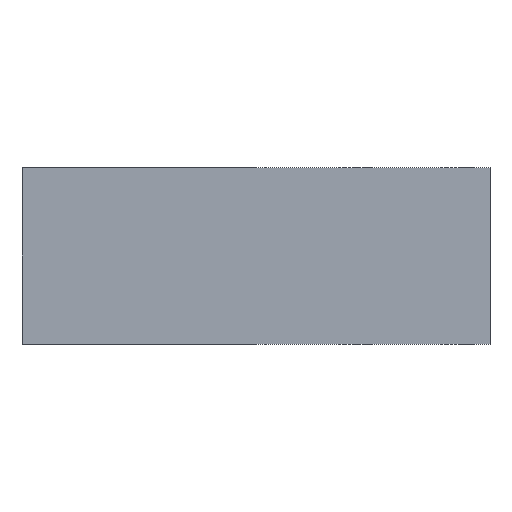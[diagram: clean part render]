
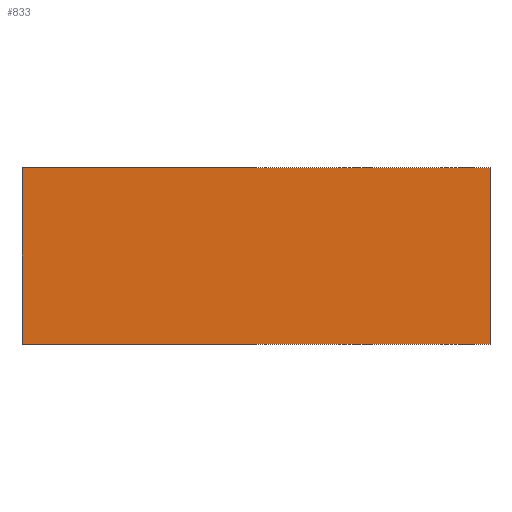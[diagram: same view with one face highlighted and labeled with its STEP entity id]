
A CAD part, left-side view. The second image highlights one B-rep face of the part: STEP entity #833.
In plain terms, the highlighted planar face has unit normal (-1, 0, 0).
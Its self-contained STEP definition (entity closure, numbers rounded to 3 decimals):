
#1 = LINE ( 'NONE', #814, #1023 ) ;
#14 = VERTEX_POINT ( 'NONE', #98 ) ;
#33 = CARTESIAN_POINT ( 'NONE',  ( -42.5, 42.5, 32. ) ) ;
#82 = DIRECTION ( 'NONE',  ( 0., 0., -1. ) ) ;
#98 = CARTESIAN_POINT ( 'NONE',  ( -42.5, 42.5, 0. ) ) ;
#128 = CARTESIAN_POINT ( 'NONE',  ( -42.5, -42.5, 0. ) ) ;
#134 = VERTEX_POINT ( 'NONE', #128 ) ;
#163 = EDGE_CURVE ( 'NONE', #14, #134, #714, .T. ) ;
#191 = LINE ( 'NONE', #517, #396 ) ;
#245 = EDGE_CURVE ( 'NONE', #663, #134, #1, .T. ) ;
#279 = CARTESIAN_POINT ( 'NONE',  ( -42.5, -42.5, 32. ) ) ;
#310 = VECTOR ( 'NONE', #695, 1000. ) ;
#366 = EDGE_LOOP ( 'NONE', ( #688, #590, #535, #851 ) ) ;
#372 = DIRECTION ( 'NONE',  ( 1., 0., 0. ) ) ;
#381 = VERTEX_POINT ( 'NONE', #906 ) ;
#396 = VECTOR ( 'NONE', #426, 1000. ) ;
#426 = DIRECTION ( 'NONE',  ( 0., -1., 0. ) ) ;
#463 = EDGE_CURVE ( 'NONE', #381, #663, #191, .T. ) ;
#512 = DIRECTION ( 'NONE',  ( 0., 0., -1. ) ) ;
#517 = CARTESIAN_POINT ( 'NONE',  ( -42.5, -42.5, 32. ) ) ;
#521 = PLANE ( 'NONE',  #805 ) ;
#529 = DIRECTION ( 'NONE',  ( 0., -1., 0. ) ) ;
#535 = ORIENTED_EDGE ( 'NONE', *, *, #463, .F. ) ;
#590 = ORIENTED_EDGE ( 'NONE', *, *, #245, .F. ) ;
#599 = VECTOR ( 'NONE', #529, 1000. ) ;
#663 = VERTEX_POINT ( 'NONE', #957 ) ;
#688 = ORIENTED_EDGE ( 'NONE', *, *, #163, .T. ) ;
#695 = DIRECTION ( 'NONE',  ( 0., 0., -1. ) ) ;
#714 = LINE ( 'NONE', #1036, #599 ) ;
#805 = AXIS2_PLACEMENT_3D ( 'NONE', #279, #372, #512 ) ;
#814 = CARTESIAN_POINT ( 'NONE',  ( -42.5, -42.5, 32. ) ) ;
#833 = ADVANCED_FACE ( 'NONE', ( #919 ), #521, .F. ) ;
#851 = ORIENTED_EDGE ( 'NONE', *, *, #864, .T. ) ;
#852 = LINE ( 'NONE', #33, #310 ) ;
#864 = EDGE_CURVE ( 'NONE', #381, #14, #852, .T. ) ;
#906 = CARTESIAN_POINT ( 'NONE',  ( -42.5, 42.5, 32. ) ) ;
#919 = FACE_OUTER_BOUND ( 'NONE', #366, .T. ) ;
#957 = CARTESIAN_POINT ( 'NONE',  ( -42.5, -42.5, 32. ) ) ;
#1023 = VECTOR ( 'NONE', #82, 1000. ) ;
#1036 = CARTESIAN_POINT ( 'NONE',  ( -42.5, -42.5, 0. ) ) ;
